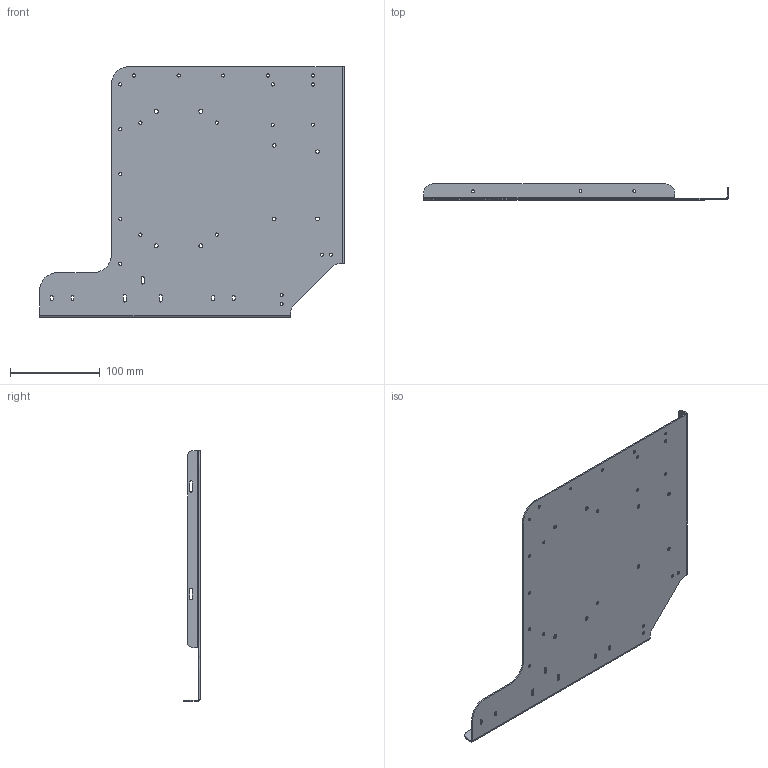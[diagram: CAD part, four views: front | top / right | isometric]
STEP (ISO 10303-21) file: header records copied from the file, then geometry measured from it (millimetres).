
FILE_DESCRIPTION (( 'STEP AP203' ), '1' );
FILE_NAME ('base.STEP', '2016-04-11T06:41:33', ( 'Joel Frax' ), ( 'Microsoft' ), 'SwSTEP 2.0', 'SolidWorks 2015', '' );
FILE_SCHEMA (( 'CONFIG_CONTROL_DESIGN' ));
Length unit declared in the file: millimetre
Products named in the file (1): base
Bounding box: 340 x 18 x 280 mm (x, y, z)
Volume: 121102.6 mm3; surface area: 164151.8 mm2
Topology: 1 solids, 1 shells, 145 faces, 413 edges, 270 vertices
Faces by surface type: cylinder 104, plane 41
Entity records: 5052 total; most frequent: DIRECTION 913, CARTESIAN_POINT 829, ORIENTED_EDGE 826, EDGE_CURVE 413, AXIS2_PLACEMENT_3D 354, VERTEX_POINT 270, EDGE_LOOP 229, CIRCLE 208
